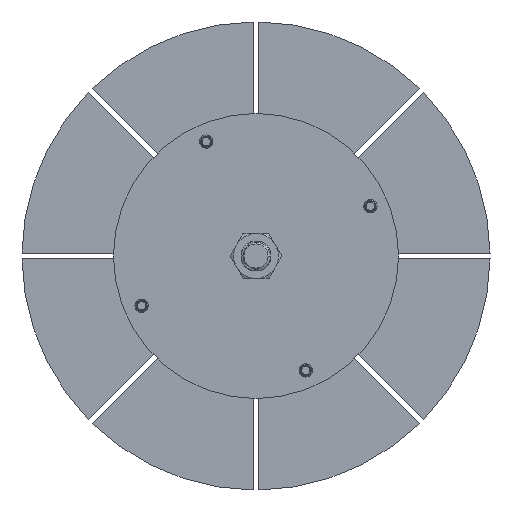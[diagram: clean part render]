
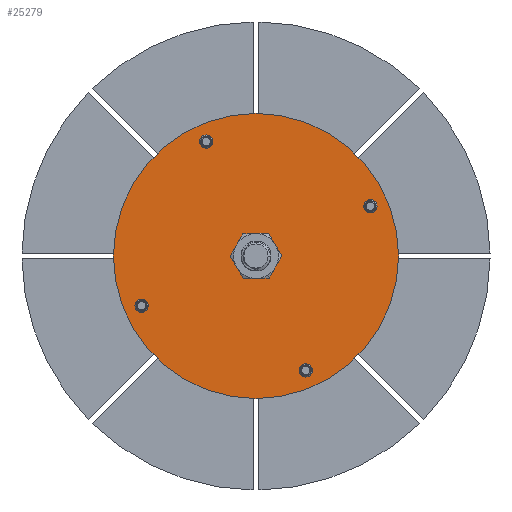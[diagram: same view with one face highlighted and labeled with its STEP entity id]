
A CAD part, front view. The second image highlights one B-rep face of the part: STEP entity #25279.
In plain terms, the highlighted planar face has unit normal (0, -1, 0).
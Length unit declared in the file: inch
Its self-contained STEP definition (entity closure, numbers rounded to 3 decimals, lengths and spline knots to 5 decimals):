
#14 = AXIS2_PLACEMENT_3D ( 'NONE', #15634, #1401, #18043 ) ;
#88 = CIRCLE ( 'NONE', #16328, 0.1405 ) ;
#92 = AXIS2_PLACEMENT_3D ( 'NONE', #5093, #21731, #7483 ) ;
#102 = DIRECTION ( 'NONE',  ( 0., 0., 1. ) ) ;
#173 = CARTESIAN_POINT ( 'NONE',  ( 0., 0., 0. ) ) ;
#255 = CARTESIAN_POINT ( 'NONE',  ( -2.40728, 0., -1.04672 ) ) ;
#479 = ORIENTED_EDGE ( 'NONE', *, *, #24398, .T. ) ;
#510 = AXIS2_PLACEMENT_3D ( 'NONE', #2378, #19041, #4793 ) ;
#899 = CARTESIAN_POINT ( 'NONE',  ( -1.04672, 0., 2.54778 ) ) ;
#915 = AXIS2_PLACEMENT_3D ( 'NONE', #173, #16786, #2536 ) ;
#1032 = DIRECTION ( 'NONE',  ( 0., 0., 1. ) ) ;
#1397 = CARTESIAN_POINT ( 'NONE',  ( -2.40728, 0., -0.90622 ) ) ;
#1401 = DIRECTION ( 'NONE',  ( 0., 1., 0. ) ) ;
#1775 = PLANE ( 'NONE',  #14209 ) ;
#2378 = CARTESIAN_POINT ( 'NONE',  ( 0., 0., 0. ) ) ;
#2536 = DIRECTION ( 'NONE',  ( 0., 0., 1. ) ) ;
#2608 = DIRECTION ( 'NONE',  ( 0., 0., 1. ) ) ;
#3014 = EDGE_CURVE ( 'NONE', #22077, #18330, #7727, .T. ) ;
#3389 = DIRECTION ( 'NONE',  ( 0., 1., 0. ) ) ;
#3426 = CARTESIAN_POINT ( 'NONE',  ( 1.04672, 0., -2.54778 ) ) ;
#3598 = EDGE_CURVE ( 'NONE', #15132, #20612, #19606, .T. ) ;
#3682 = ORIENTED_EDGE ( 'NONE', *, *, #28631, .T. ) ;
#3901 = CARTESIAN_POINT ( 'NONE',  ( 2.40728, 0., 1.04672 ) ) ;
#4024 = ORIENTED_EDGE ( 'NONE', *, *, #11875, .T. ) ;
#4185 = DIRECTION ( 'NONE',  ( 0., 1., 0. ) ) ;
#4293 = DIRECTION ( 'NONE',  ( 0., 1., 0. ) ) ;
#4573 = CARTESIAN_POINT ( 'NONE',  ( 0., 0., -3. ) ) ;
#4729 = DIRECTION ( 'NONE',  ( 0., 1., 0. ) ) ;
#4793 = DIRECTION ( 'NONE',  ( 0., 0., 1. ) ) ;
#4938 = CIRCLE ( 'NONE', #915, 0.32 ) ;
#5016 = CARTESIAN_POINT ( 'NONE',  ( 2.40728, 0., 1.18722 ) ) ;
#5093 = CARTESIAN_POINT ( 'NONE',  ( 1.04672, 0., -2.40728 ) ) ;
#5128 = ORIENTED_EDGE ( 'NONE', *, *, #28952, .F. ) ;
#5367 = CIRCLE ( 'NONE', #8743, 0.32 ) ;
#5570 = AXIS2_PLACEMENT_3D ( 'NONE', #18977, #4729, #21377 ) ;
#5676 = CIRCLE ( 'NONE', #14, 0.1405 ) ;
#5790 = FACE_BOUND ( 'NONE', #23011, .T. ) ;
#6196 = EDGE_LOOP ( 'NONE', ( #5128, #26956 ) ) ;
#6333 = DIRECTION ( 'NONE',  ( 0., 0., 1. ) ) ;
#6433 = EDGE_CURVE ( 'NONE', #10678, #27858, #14607, .T. ) ;
#6825 = EDGE_LOOP ( 'NONE', ( #20407, #29488 ) ) ;
#7223 = ORIENTED_EDGE ( 'NONE', *, *, #27931, .T. ) ;
#7483 = DIRECTION ( 'NONE',  ( 0., 0., 1. ) ) ;
#7727 = CIRCLE ( 'NONE', #510, 3. ) ;
#8492 = CIRCLE ( 'NONE', #16587, 0.1405 ) ;
#8743 = AXIS2_PLACEMENT_3D ( 'NONE', #13071, #29727, #15487 ) ;
#9893 = FACE_BOUND ( 'NONE', #29389, .T. ) ;
#10224 = ORIENTED_EDGE ( 'NONE', *, *, #26977, .T. ) ;
#10608 = ORIENTED_EDGE ( 'NONE', *, *, #3598, .T. ) ;
#10678 = VERTEX_POINT ( 'NONE', #16235 ) ;
#11875 = EDGE_CURVE ( 'NONE', #15496, #18165, #8492, .T. ) ;
#12543 = AXIS2_PLACEMENT_3D ( 'NONE', #29504, #15258, #1032 ) ;
#12629 = EDGE_CURVE ( 'NONE', #29176, #26475, #23342, .T. ) ;
#12768 = CARTESIAN_POINT ( 'NONE',  ( 0., 0., 0.32 ) ) ;
#13071 = CARTESIAN_POINT ( 'NONE',  ( 0., 0., 0. ) ) ;
#14209 = AXIS2_PLACEMENT_3D ( 'NONE', #15923, #4185, #20830 ) ;
#14306 = DIRECTION ( 'NONE',  ( 0., 1., 0. ) ) ;
#14607 = CIRCLE ( 'NONE', #16254, 0.1405 ) ;
#14820 = EDGE_CURVE ( 'NONE', #18252, #25437, #4938, .T. ) ;
#15088 = CARTESIAN_POINT ( 'NONE',  ( 1.04672, 0., -2.26678 ) ) ;
#15132 = VERTEX_POINT ( 'NONE', #3426 ) ;
#15258 = DIRECTION ( 'NONE',  ( 0., 1., 0. ) ) ;
#15430 = FACE_OUTER_BOUND ( 'NONE', #6196, .T. ) ;
#15487 = DIRECTION ( 'NONE',  ( 0., 0., 1. ) ) ;
#15496 = VERTEX_POINT ( 'NONE', #5016 ) ;
#15634 = CARTESIAN_POINT ( 'NONE',  ( 2.40728, 0., 1.04672 ) ) ;
#15923 = CARTESIAN_POINT ( 'NONE',  ( 0., 0., 0. ) ) ;
#16180 = FACE_BOUND ( 'NONE', #6825, .T. ) ;
#16235 = CARTESIAN_POINT ( 'NONE',  ( -1.04672, 0., 2.26678 ) ) ;
#16254 = AXIS2_PLACEMENT_3D ( 'NONE', #17671, #3389, #20051 ) ;
#16328 = AXIS2_PLACEMENT_3D ( 'NONE', #18528, #4293, #20935 ) ;
#16587 = AXIS2_PLACEMENT_3D ( 'NONE', #3901, #20557, #6333 ) ;
#16786 = DIRECTION ( 'NONE',  ( 0., 1., 0. ) ) ;
#16871 = DIRECTION ( 'NONE',  ( 0., 1., 0. ) ) ;
#17101 = EDGE_LOOP ( 'NONE', ( #4024, #7223 ) ) ;
#17671 = CARTESIAN_POINT ( 'NONE',  ( -1.04672, 0., 2.40728 ) ) ;
#17691 = EDGE_CURVE ( 'NONE', #27858, #10678, #24573, .T. ) ;
#18043 = DIRECTION ( 'NONE',  ( 0., 0., 1. ) ) ;
#18165 = VERTEX_POINT ( 'NONE', #18292 ) ;
#18252 = VERTEX_POINT ( 'NONE', #25775 ) ;
#18292 = CARTESIAN_POINT ( 'NONE',  ( 2.40728, 0., 0.90622 ) ) ;
#18330 = VERTEX_POINT ( 'NONE', #4573 ) ;
#18477 = CARTESIAN_POINT ( 'NONE',  ( 0., 0., 3. ) ) ;
#18528 = CARTESIAN_POINT ( 'NONE',  ( -2.40728, 0., -1.04672 ) ) ;
#18977 = CARTESIAN_POINT ( 'NONE',  ( -1.04672, 0., 2.40728 ) ) ;
#19041 = DIRECTION ( 'NONE',  ( 0., 1., 0. ) ) ;
#19606 = CIRCLE ( 'NONE', #23218, 0.1405 ) ;
#20051 = DIRECTION ( 'NONE',  ( 0., 0., 1. ) ) ;
#20273 = ORIENTED_EDGE ( 'NONE', *, *, #12629, .T. ) ;
#20407 = ORIENTED_EDGE ( 'NONE', *, *, #17691, .T. ) ;
#20557 = DIRECTION ( 'NONE',  ( 0., 1., 0. ) ) ;
#20612 = VERTEX_POINT ( 'NONE', #15088 ) ;
#20615 = AXIS2_PLACEMENT_3D ( 'NONE', #255, #16871, #2608 ) ;
#20830 = DIRECTION ( 'NONE',  ( 0., 0., 1. ) ) ;
#20935 = DIRECTION ( 'NONE',  ( 0., 0., 1. ) ) ;
#21377 = DIRECTION ( 'NONE',  ( 0., 0., 1. ) ) ;
#21731 = DIRECTION ( 'NONE',  ( 0., 1., 0. ) ) ;
#22077 = VERTEX_POINT ( 'NONE', #18477 ) ;
#22450 = EDGE_LOOP ( 'NONE', ( #3682, #20273 ) ) ;
#22522 = FACE_BOUND ( 'NONE', #17101, .T. ) ;
#23011 = EDGE_LOOP ( 'NONE', ( #10224, #24849 ) ) ;
#23218 = AXIS2_PLACEMENT_3D ( 'NONE', #28562, #14306, #102 ) ;
#23342 = CIRCLE ( 'NONE', #20615, 0.1405 ) ;
#24398 = EDGE_CURVE ( 'NONE', #20612, #15132, #30355, .T. ) ;
#24573 = CIRCLE ( 'NONE', #5570, 0.1405 ) ;
#24849 = ORIENTED_EDGE ( 'NONE', *, *, #14820, .T. ) ;
#25279 = ADVANCED_FACE ( 'NONE', ( #5790, #9893, #22522, #29577, #16180, #15430 ), #1775, .F. ) ;
#25437 = VERTEX_POINT ( 'NONE', #12768 ) ;
#25775 = CARTESIAN_POINT ( 'NONE',  ( 0., 0., -0.32 ) ) ;
#26475 = VERTEX_POINT ( 'NONE', #1397 ) ;
#26956 = ORIENTED_EDGE ( 'NONE', *, *, #3014, .F. ) ;
#26977 = EDGE_CURVE ( 'NONE', #25437, #18252, #5367, .T. ) ;
#27180 = CIRCLE ( 'NONE', #12543, 3. ) ;
#27858 = VERTEX_POINT ( 'NONE', #899 ) ;
#27931 = EDGE_CURVE ( 'NONE', #18165, #15496, #5676, .T. ) ;
#28562 = CARTESIAN_POINT ( 'NONE',  ( 1.04672, 0., -2.40728 ) ) ;
#28631 = EDGE_CURVE ( 'NONE', #26475, #29176, #88, .T. ) ;
#28952 = EDGE_CURVE ( 'NONE', #18330, #22077, #27180, .T. ) ;
#29176 = VERTEX_POINT ( 'NONE', #30220 ) ;
#29389 = EDGE_LOOP ( 'NONE', ( #479, #10608 ) ) ;
#29488 = ORIENTED_EDGE ( 'NONE', *, *, #6433, .T. ) ;
#29504 = CARTESIAN_POINT ( 'NONE',  ( 0., 0., 0. ) ) ;
#29577 = FACE_BOUND ( 'NONE', #22450, .T. ) ;
#29727 = DIRECTION ( 'NONE',  ( 0., 1., 0. ) ) ;
#30220 = CARTESIAN_POINT ( 'NONE',  ( -2.40728, 0., -1.18722 ) ) ;
#30355 = CIRCLE ( 'NONE', #92, 0.1405 ) ;
